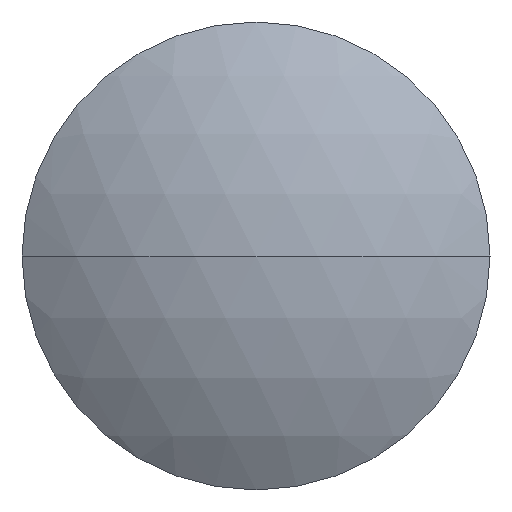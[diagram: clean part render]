
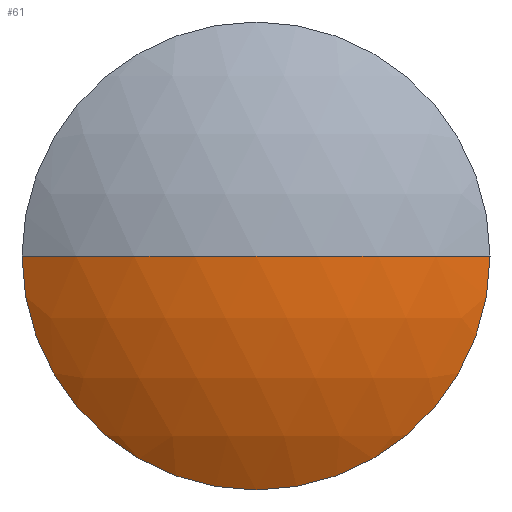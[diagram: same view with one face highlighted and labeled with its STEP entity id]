
A CAD part, left-side view. The second image highlights one B-rep face of the part: STEP entity #61.
In plain terms, the highlighted spherical face has radius 63.821 mm.
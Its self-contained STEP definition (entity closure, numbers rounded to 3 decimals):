
#10 = DIRECTION ( 'NONE',  ( 1., 0., 0. ) ) ;
#12 = ORIENTED_EDGE ( 'NONE', *, *, #199, .F. ) ;
#17 = EDGE_LOOP ( 'NONE', ( #267, #28, #12 ) ) ;
#21 = VERTEX_POINT ( 'NONE', #152 ) ;
#28 = ORIENTED_EDGE ( 'NONE', *, *, #180, .T. ) ;
#36 = CARTESIAN_POINT ( 'NONE',  ( 279.972, 133.981, 0. ) ) ;
#46 = AXIS2_PLACEMENT_3D ( 'NONE', #171, #150, #290 ) ;
#50 = CARTESIAN_POINT ( 'NONE',  ( 226.604, 133.981, 0. ) ) ;
#61 = ADVANCED_FACE ( 'NONE', ( #257 ), #237, .T. ) ;
#69 = AXIS2_PLACEMENT_3D ( 'NONE', #275, #296, #297 ) ;
#84 = AXIS2_PLACEMENT_3D ( 'NONE', #50, #251, #271 ) ;
#96 = AXIS2_PLACEMENT_3D ( 'NONE', #36, #202, #10 ) ;
#101 = CIRCLE ( 'NONE', #96, 63.821 ) ;
#120 = CIRCLE ( 'NONE', #84, 35. ) ;
#124 = CIRCLE ( 'NONE', #69, 63.821 ) ;
#125 = CARTESIAN_POINT ( 'NONE',  ( 216.151, 133.981, 0. ) ) ;
#145 = VERTEX_POINT ( 'NONE', #125 ) ;
#150 = DIRECTION ( 'NONE',  ( 0., 0., -1. ) ) ;
#152 = CARTESIAN_POINT ( 'NONE',  ( 226.604, 168.981, 0. ) ) ;
#171 = CARTESIAN_POINT ( 'NONE',  ( 279.972, 133.981, 0. ) ) ;
#178 = CARTESIAN_POINT ( 'NONE',  ( 226.604, 98.981, 0. ) ) ;
#180 = EDGE_CURVE ( 'NONE', #217, #145, #124, .T. ) ;
#185 = EDGE_CURVE ( 'NONE', #21, #217, #120, .T. ) ;
#199 = EDGE_CURVE ( 'NONE', #21, #145, #101, .T. ) ;
#202 = DIRECTION ( 'NONE',  ( 0., 0., 1. ) ) ;
#217 = VERTEX_POINT ( 'NONE', #178 ) ;
#237 = SPHERICAL_SURFACE ( 'NONE', #46, 63.821 ) ;
#251 = DIRECTION ( 'NONE',  ( -1., 0., 0. ) ) ;
#257 = FACE_OUTER_BOUND ( 'NONE', #17, .T. ) ;
#267 = ORIENTED_EDGE ( 'NONE', *, *, #185, .T. ) ;
#271 = DIRECTION ( 'NONE',  ( 0., -1., 0. ) ) ;
#275 = CARTESIAN_POINT ( 'NONE',  ( 279.972, 133.981, 0. ) ) ;
#290 = DIRECTION ( 'NONE',  ( 0., 1., 0. ) ) ;
#296 = DIRECTION ( 'NONE',  ( 0., 0., -1. ) ) ;
#297 = DIRECTION ( 'NONE',  ( 0., 1., 0. ) ) ;
